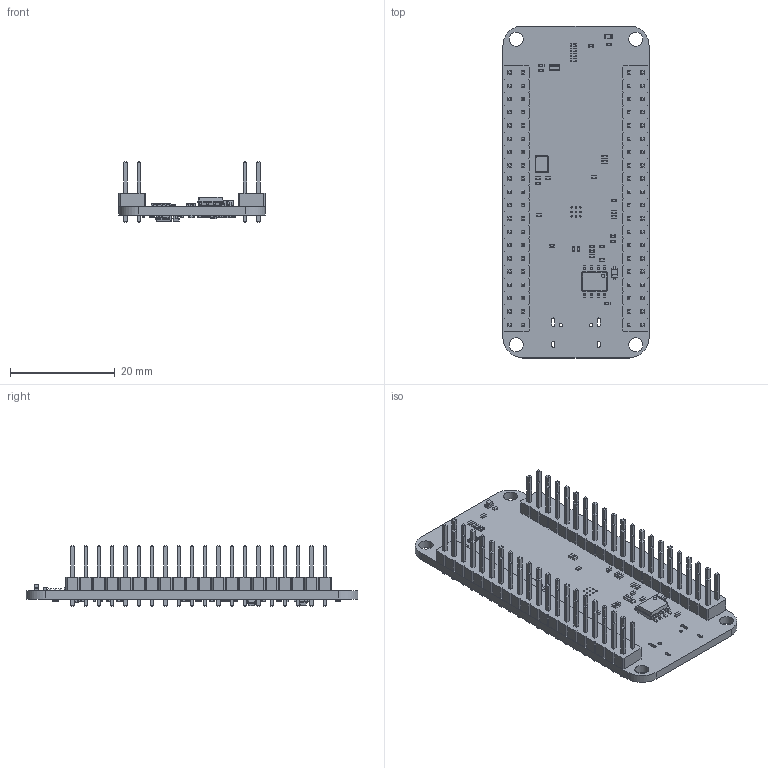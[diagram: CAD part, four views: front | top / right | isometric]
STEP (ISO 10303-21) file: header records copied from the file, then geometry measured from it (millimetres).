
FILE_DESCRIPTION(('KiCad electronic assembly'),'2;1');
FILE_NAME('pico-ice.step','2024-10-27T15:32:08',('Pcbnew'),('Kicad'), 'Open CASCADE STEP processor 7.7','KiCad to STEP converter','Unknown' );
FILE_SCHEMA(('AUTOMOTIVE_DESIGN { 1 0 10303 214 1 1 1 1 }'));
Length unit declared in the file: millimetre
Products named in the file (26): pico-ice 1; R_0402_1005Metric; C_0402_1005Metric; LED_0603_1608Metric; D_SOD-323; D_SOD_323; SOIC-8_3.9x4.9mm_P1.27mm; SOIC_8_39x49mm_P127mm; PinHeader_2x20_P2.54mm_Vertical; PinHeader_2x20_P254mm_Vertical; R_Array_Concave_4x0402; Crystal_SMD_3225-4Pin_3.2x2.5mm; R_0603_1608Metric; SOT-23; SOT_23; D_SOD-523; D_SOD_523; OnSemi_XDFN4-1EP_1.0x1.0mm_EP0.52x0.52mm; Pocket; pico2-ice_PCB
Assembly tree (99 placements, depth 3):
  pico-ice 1
    R_0402_1005Metric  x32
      R_0402_1005Metric
    C_0402_1005Metric  x41
      C_0402_1005Metric
    LED_0603_1608Metric
      LED_0603_1608Metric
    D_SOD-323  x2
      D_SOD_323
    SOIC-8_3.9x4.9mm_P1.27mm
      SOIC_8_39x49mm_P127mm
    PinHeader_2x20_P2.54mm_Vertical  x2
      PinHeader_2x20_P254mm_Vertical
    R_Array_Concave_4x0402
      R_Array_Concave_4x0402
    Crystal_SMD_3225-4Pin_3.2x2.5mm
      Crystal_SMD_3225-4Pin_3.2x2.5mm
    R_0603_1608Metric
      R_0603_1608Metric
    SOT-23
      SOT_23
    D_SOD-523
      D_SOD_523
    OnSemi_XDFN4-1EP_1.0x1.0mm_EP0.52x0.52mm  x2
      Pocket
    pico2-ice_PCB
Bounding box: 27.94 x 63.5 x 11.54 mm (x, y, z)
Volume: 4298.1 mm3; surface area: 7879.3 mm2
Topology: 87 solids, 87 shells, 4508 faces, 11293 edges, 7212 vertices
Faces by surface type: plane 3385, cylinder 1002, bspline 121
Full cylindrical faces by diameter (mm): 0.2 x2, 0.254 x9, 0.6 x1, 0.65 x2, 1 x80, 2.7 x4
Entity records: 59568 total; most frequent: CARTESIAN_POINT 9285, ORIENTED_EDGE 8144, DIRECTION 7716, EDGE_CURVE 4072, LINE 3418, VECTOR 3418, VERTEX_POINT 2558, AXIS2_PLACEMENT_3D 2149
